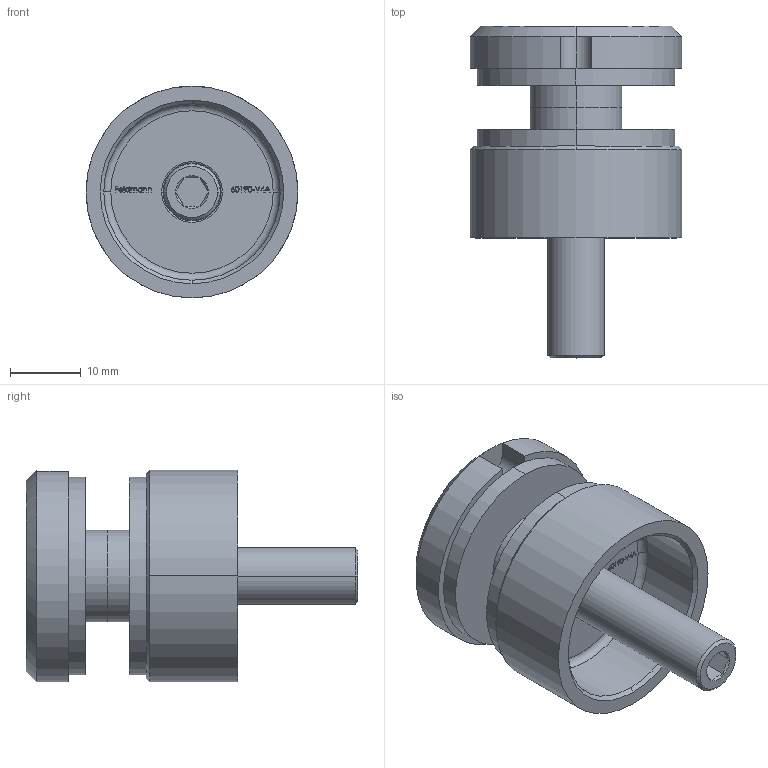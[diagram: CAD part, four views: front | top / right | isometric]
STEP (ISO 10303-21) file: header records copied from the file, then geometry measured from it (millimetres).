
FILE_DESCRIPTION (( 'STEP AP203' ), '1' );
FILE_NAME ('60190-V4A.step', '2020-10-26T14:21:16', ( '' ), ( '' ), 'SwSTEP 2.0', 'SolidWorks 2018', '' );
FILE_SCHEMA (( 'CONFIG_CONTROL_DESIGN' ));
Length unit declared in the file: millimetre
Products named in the file (11): DIN913 M8x45_DIN913 M8x45; 6019X-240 Teil3; 60190-240 Teil2_60190-V4A Teil2; 60190-240 Teil1; DIN913 M8x45; 60190-V4A; 60190-240 Teil1_6019X-V4A Teil1; 60190-240 Teil2; 6019X-240 Teil3_6019X-240 Teil3
Assembly tree (6 placements, depth 2):
  6019X-240 Teil3
  6019X-240 Teil3
  DIN913 M8x45
  60190-V4A
    60190-240 Teil1
  60190-240 Teil2
Bounding box: 30 x 47 x 30 mm (x, y, z)
Volume: 13209 mm3; surface area: 10394 mm2
Topology: 5 solids, 5 shells, 301 faces, 747 edges, 493 vertices
Faces by surface type: plane 155, bspline 84, cylinder 34, cone 22, torus 6
Entity records: 14550 total; most frequent: CARTESIAN_POINT 7142, ORIENTED_EDGE 1434, DIRECTION 1065, EDGE_CURVE 717, VERTEX_POINT 471, LINE 451, VECTOR 451, EDGE_LOOP 324
